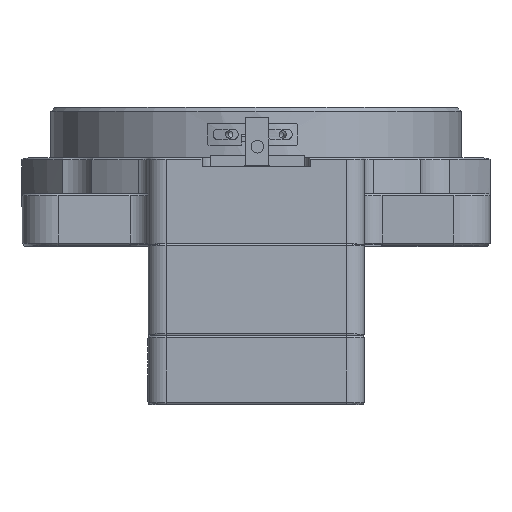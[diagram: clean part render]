
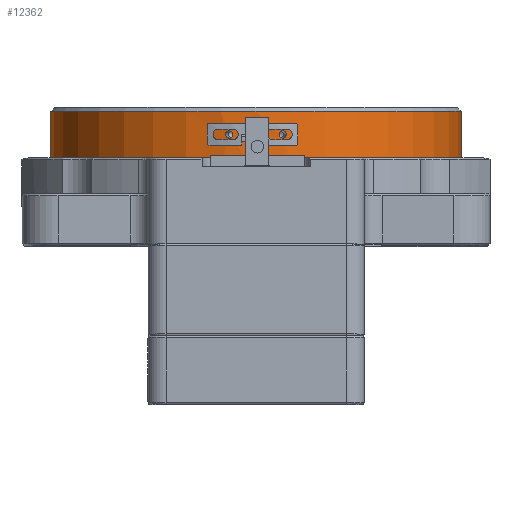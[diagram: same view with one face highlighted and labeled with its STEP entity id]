
A CAD part, top view. The second image highlights one B-rep face of the part: STEP entity #12362.
In plain terms, the highlighted cylindrical face has radius 57 mm (diameter 114 mm), a full revolution.
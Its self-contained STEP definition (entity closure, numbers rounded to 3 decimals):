
#366 = EDGE_LOOP ( 'NONE', ( #24969 ) ) ;
#6758 = CIRCLE ( 'NONE', #23872, 57. ) ;
#8392 = AXIS2_PLACEMENT_3D ( 'NONE', #20637, #20631, #20610 ) ;
#9063 = DIRECTION ( 'NONE',  ( -1., 0., 0. ) ) ;
#9072 = DIRECTION ( 'NONE',  ( 0., -1., 0. ) ) ;
#9101 = CARTESIAN_POINT ( 'NONE',  ( 0., 37., 0. ) ) ;
#9175 = CIRCLE ( 'NONE', #26404, 57. ) ;
#9655 = EDGE_CURVE ( 'NONE', #23501, #23501, #10861, .T. ) ;
#10861 = B_SPLINE_CURVE_WITH_KNOTS ( 'NONE', 3,
 ( #19383, #19375, #19362, #19324, #19294, #19288, #19266, #19255, #19228, #19221, #19212, #19178, #19140, #19118, #19109, #19060, #19027, #18994, #18987, #18967, #18958, #18917, #18906, #18868, #18847, #18839, #18831, #18809, #18768, #18763, #18733, #18714 ),
 .UNSPECIFIED., .T., .F.,
 ( 4, 2, 2, 2, 2, 2, 2, 2, 2, 2, 2, 2, 2, 2, 2, 4 ),
 ( 0., 0., 0.001, 0.001, 0.002, 0.002, 0.002, 0.003, 0.003, 0.004, 0.004, 0.004, 0.005, 0.005, 0.006, 0.006 ),
 .UNSPECIFIED. ) ;
#11117 = EDGE_LOOP ( 'NONE', ( #24931 ) ) ;
#12362 = ADVANCED_FACE ( 'NONE', ( #20726, #20708, #20692, #20672 ), #20645, .T. ) ;
#12565 = CARTESIAN_POINT ( 'NONE',  ( 8.455, 30.5, 56.369 ) ) ;
#12578 = CARTESIAN_POINT ( 'NONE',  ( 8.455, 30.229, 56.369 ) ) ;
#12587 = CARTESIAN_POINT ( 'NONE',  ( 8.345, 29.964, 56.386 ) ) ;
#12595 = CARTESIAN_POINT ( 'NONE',  ( 8.064, 29.68, 56.427 ) ) ;
#12615 = CARTESIAN_POINT ( 'NONE',  ( 7.951, 29.604, 56.443 ) ) ;
#12623 = CARTESIAN_POINT ( 'NONE',  ( 7.705, 29.501, 56.477 ) ) ;
#12657 = CARTESIAN_POINT ( 'NONE',  ( 7.573, 29.475, 56.495 ) ) ;
#12666 = CARTESIAN_POINT ( 'NONE',  ( 7.305, 29.475, 56.53 ) ) ;
#12692 = CARTESIAN_POINT ( 'NONE',  ( 7.173, 29.502, 56.547 ) ) ;
#12710 = CARTESIAN_POINT ( 'NONE',  ( 6.927, 29.605, 56.578 ) ) ;
#12733 = CARTESIAN_POINT ( 'NONE',  ( 6.814, 29.681, 56.591 ) ) ;
#12742 = CARTESIAN_POINT ( 'NONE',  ( 6.626, 29.871, 56.614 ) ) ;
#12748 = CARTESIAN_POINT ( 'NONE',  ( 6.551, 29.985, 56.622 ) ) ;
#12776 = CARTESIAN_POINT ( 'NONE',  ( 6.449, 30.232, 56.634 ) ) ;
#12783 = CARTESIAN_POINT ( 'NONE',  ( 6.423, 30.367, 56.637 ) ) ;
#12810 = CARTESIAN_POINT ( 'NONE',  ( 6.423, 30.634, 56.637 ) ) ;
#12814 = CARTESIAN_POINT ( 'NONE',  ( 6.449, 30.768, 56.634 ) ) ;
#12821 = CARTESIAN_POINT ( 'NONE',  ( 6.551, 31.017, 56.622 ) ) ;
#12844 = CARTESIAN_POINT ( 'NONE',  ( 6.626, 31.13, 56.614 ) ) ;
#12863 = CARTESIAN_POINT ( 'NONE',  ( 6.816, 31.321, 56.591 ) ) ;
#12883 = CARTESIAN_POINT ( 'NONE',  ( 6.928, 31.396, 56.577 ) ) ;
#12900 = CARTESIAN_POINT ( 'NONE',  ( 7.175, 31.499, 56.547 ) ) ;
#12926 = CARTESIAN_POINT ( 'NONE',  ( 7.308, 31.525, 56.53 ) ) ;
#12934 = CARTESIAN_POINT ( 'NONE',  ( 7.573, 31.525, 56.495 ) ) ;
#12959 = CARTESIAN_POINT ( 'NONE',  ( 7.707, 31.498, 56.477 ) ) ;
#12963 = CARTESIAN_POINT ( 'NONE',  ( 7.951, 31.396, 56.443 ) ) ;
#12971 = CARTESIAN_POINT ( 'NONE',  ( 8.064, 31.319, 56.427 ) ) ;
#12998 = CARTESIAN_POINT ( 'NONE',  ( 8.252, 31.13, 56.4 ) ) ;
#13016 = CARTESIAN_POINT ( 'NONE',  ( 8.327, 31.017, 56.389 ) ) ;
#13032 = CARTESIAN_POINT ( 'NONE',  ( 8.429, 30.768, 56.373 ) ) ;
#13047 = CARTESIAN_POINT ( 'NONE',  ( 8.455, 30.635, 56.369 ) ) ;
#13074 = CARTESIAN_POINT ( 'NONE',  ( 8.455, 30.5, 56.369 ) ) ;
#16082 = CARTESIAN_POINT ( 'NONE',  ( -57., 37., 0. ) ) ;
#16088 = VERTEX_POINT ( 'NONE', #16082 ) ;
#16221 = DIRECTION ( 'NONE',  ( -1., 0., 0. ) ) ;
#16256 = DIRECTION ( 'NONE',  ( 0., 1., 0. ) ) ;
#16274 = CARTESIAN_POINT ( 'NONE',  ( 8.455, 30.5, 56.369 ) ) ;
#16278 = VERTEX_POINT ( 'NONE', #16274 ) ;
#16279 = CARTESIAN_POINT ( 'NONE',  ( 0., 18.5, 0. ) ) ;
#18714 = CARTESIAN_POINT ( 'NONE',  ( -6.423, 30.5, 56.637 ) ) ;
#18733 = CARTESIAN_POINT ( 'NONE',  ( -6.423, 30.229, 56.637 ) ) ;
#18763 = CARTESIAN_POINT ( 'NONE',  ( -6.533, 29.964, 56.625 ) ) ;
#18768 = CARTESIAN_POINT ( 'NONE',  ( -6.815, 29.68, 56.591 ) ) ;
#18809 = CARTESIAN_POINT ( 'NONE',  ( -6.928, 29.604, 56.578 ) ) ;
#18824 = CARTESIAN_POINT ( 'NONE',  ( -57., 18.5, 0. ) ) ;
#18831 = CARTESIAN_POINT ( 'NONE',  ( -7.175, 29.501, 56.547 ) ) ;
#18839 = CARTESIAN_POINT ( 'NONE',  ( -7.307, 29.475, 56.53 ) ) ;
#18847 = CARTESIAN_POINT ( 'NONE',  ( -7.575, 29.475, 56.495 ) ) ;
#18860 = VERTEX_POINT ( 'NONE', #18824 ) ;
#18868 = CARTESIAN_POINT ( 'NONE',  ( -7.707, 29.502, 56.477 ) ) ;
#18906 = CARTESIAN_POINT ( 'NONE',  ( -7.953, 29.605, 56.443 ) ) ;
#18917 = CARTESIAN_POINT ( 'NONE',  ( -8.065, 29.681, 56.427 ) ) ;
#18958 = CARTESIAN_POINT ( 'NONE',  ( -8.252, 29.871, 56.4 ) ) ;
#18967 = CARTESIAN_POINT ( 'NONE',  ( -8.328, 29.985, 56.388 ) ) ;
#18987 = CARTESIAN_POINT ( 'NONE',  ( -8.429, 30.232, 56.373 ) ) ;
#18994 = CARTESIAN_POINT ( 'NONE',  ( -8.455, 30.367, 56.369 ) ) ;
#19027 = CARTESIAN_POINT ( 'NONE',  ( -8.455, 30.634, 56.369 ) ) ;
#19060 = CARTESIAN_POINT ( 'NONE',  ( -8.429, 30.768, 56.373 ) ) ;
#19109 = CARTESIAN_POINT ( 'NONE',  ( -8.327, 31.017, 56.389 ) ) ;
#19118 = CARTESIAN_POINT ( 'NONE',  ( -8.252, 31.13, 56.4 ) ) ;
#19140 = CARTESIAN_POINT ( 'NONE',  ( -8.063, 31.321, 56.427 ) ) ;
#19178 = CARTESIAN_POINT ( 'NONE',  ( -7.951, 31.396, 56.443 ) ) ;
#19212 = CARTESIAN_POINT ( 'NONE',  ( -7.705, 31.499, 56.477 ) ) ;
#19221 = CARTESIAN_POINT ( 'NONE',  ( -7.572, 31.525, 56.495 ) ) ;
#19228 = CARTESIAN_POINT ( 'NONE',  ( -7.307, 31.525, 56.53 ) ) ;
#19255 = CARTESIAN_POINT ( 'NONE',  ( -7.173, 31.498, 56.547 ) ) ;
#19266 = CARTESIAN_POINT ( 'NONE',  ( -6.928, 31.396, 56.578 ) ) ;
#19288 = CARTESIAN_POINT ( 'NONE',  ( -6.815, 31.319, 56.591 ) ) ;
#19294 = CARTESIAN_POINT ( 'NONE',  ( -6.627, 31.13, 56.614 ) ) ;
#19324 = CARTESIAN_POINT ( 'NONE',  ( -6.551, 31.017, 56.622 ) ) ;
#19362 = CARTESIAN_POINT ( 'NONE',  ( -6.449, 30.768, 56.634 ) ) ;
#19375 = CARTESIAN_POINT ( 'NONE',  ( -6.423, 30.635, 56.637 ) ) ;
#19383 = CARTESIAN_POINT ( 'NONE',  ( -6.423, 30.5, 56.637 ) ) ;
#20189 = EDGE_LOOP ( 'NONE', ( #25147 ) ) ;
#20610 = DIRECTION ( 'NONE',  ( -1., 0., 0. ) ) ;
#20631 = DIRECTION ( 'NONE',  ( 0., 1., 0. ) ) ;
#20637 = CARTESIAN_POINT ( 'NONE',  ( 0., 17.5, 0. ) ) ;
#20645 = CYLINDRICAL_SURFACE ( 'NONE', #8392, 57. ) ;
#20672 = FACE_BOUND ( 'NONE', #27207, .T. ) ;
#20692 = FACE_BOUND ( 'NONE', #20189, .T. ) ;
#20708 = FACE_OUTER_BOUND ( 'NONE', #366, .T. ) ;
#20726 = FACE_OUTER_BOUND ( 'NONE', #11117, .T. ) ;
#21065 = EDGE_CURVE ( 'NONE', #18860, #18860, #6758, .T. ) ;
#23466 = CARTESIAN_POINT ( 'NONE',  ( -6.423, 30.5, 56.637 ) ) ;
#23501 = VERTEX_POINT ( 'NONE', #23466 ) ;
#23872 = AXIS2_PLACEMENT_3D ( 'NONE', #16279, #16256, #16221 ) ;
#24931 = ORIENTED_EDGE ( 'NONE', *, *, #21065, .T. ) ;
#24969 = ORIENTED_EDGE ( 'NONE', *, *, #28875, .T. ) ;
#25147 = ORIENTED_EDGE ( 'NONE', *, *, #9655, .F. ) ;
#25151 = ORIENTED_EDGE ( 'NONE', *, *, #28277, .F. ) ;
#25828 = B_SPLINE_CURVE_WITH_KNOTS ( 'NONE', 3,
 ( #13074, #13047, #13032, #13016, #12998, #12971, #12963, #12959, #12934, #12926, #12900, #12883, #12863, #12844, #12821, #12814, #12810, #12783, #12776, #12748, #12742, #12733, #12710, #12692, #12666, #12657, #12623, #12615, #12595, #12587, #12578, #12565 ),
 .UNSPECIFIED., .T., .F.,
 ( 4, 2, 2, 2, 2, 2, 2, 2, 2, 2, 2, 2, 2, 2, 2, 4 ),
 ( 0., 0., 0.001, 0.001, 0.002, 0.002, 0.002, 0.003, 0.003, 0.004, 0.004, 0.004, 0.005, 0.005, 0.006, 0.006 ),
 .UNSPECIFIED. ) ;
#26404 = AXIS2_PLACEMENT_3D ( 'NONE', #9101, #9072, #9063 ) ;
#27207 = EDGE_LOOP ( 'NONE', ( #25151 ) ) ;
#28277 = EDGE_CURVE ( 'NONE', #16278, #16278, #25828, .T. ) ;
#28875 = EDGE_CURVE ( 'NONE', #16088, #16088, #9175, .T. ) ;
